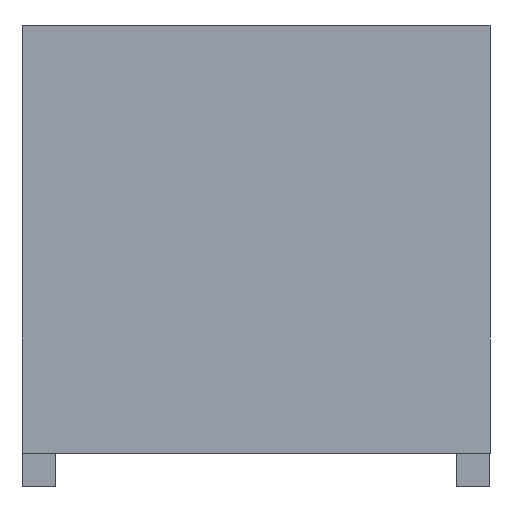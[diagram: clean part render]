
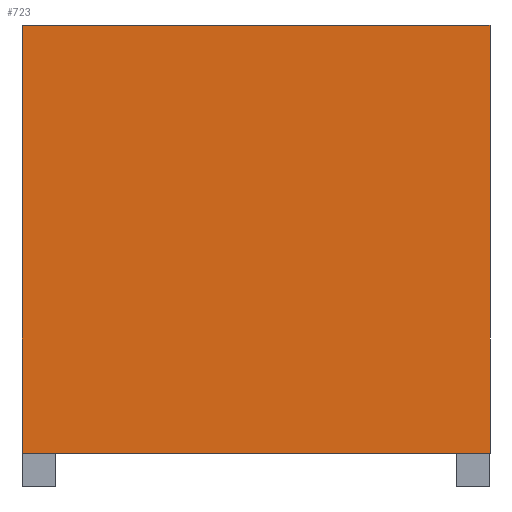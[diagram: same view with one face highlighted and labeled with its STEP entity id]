
A CAD part, front view. The second image highlights one B-rep face of the part: STEP entity #723.
In plain terms, the highlighted planar face has unit normal (0, -1, 0).
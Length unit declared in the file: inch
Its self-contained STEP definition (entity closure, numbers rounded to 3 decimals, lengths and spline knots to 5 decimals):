
#6 = EDGE_CURVE ( 'NONE', #535, #587, #262, .T. ) ;
#39 = ORIENTED_EDGE ( 'NONE', *, *, #686, .F. ) ;
#43 = CARTESIAN_POINT ( 'NONE',  ( -0.17498, -0.09248, 0. ) ) ;
#74 = VECTOR ( 'NONE', #391, 39.37008 ) ;
#87 = VECTOR ( 'NONE', #449, 39.37008 ) ;
#94 = DIRECTION ( 'NONE',  ( 0., -1., 0. ) ) ;
#142 = CARTESIAN_POINT ( 'NONE',  ( 0.17498, -0.09248, 0. ) ) ;
#153 = EDGE_LOOP ( 'NONE', ( #382, #196, #39, #621 ) ) ;
#164 = LINE ( 'NONE', #43, #592 ) ;
#170 = LINE ( 'NONE', #228, #241 ) ;
#196 = ORIENTED_EDGE ( 'NONE', *, *, #735, .T. ) ;
#197 = CARTESIAN_POINT ( 'NONE',  ( 0.17498, -0.09248, 0.32 ) ) ;
#210 = CARTESIAN_POINT ( 'NONE',  ( -0.17498, -0.09248, 0. ) ) ;
#228 = CARTESIAN_POINT ( 'NONE',  ( -0.17498, -0.09248, 0.32 ) ) ;
#241 = VECTOR ( 'NONE', #660, 39.37008 ) ;
#262 = LINE ( 'NONE', #210, #87 ) ;
#286 = CARTESIAN_POINT ( 'NONE',  ( 0.17498, -0.09248, 0. ) ) ;
#307 = AXIS2_PLACEMENT_3D ( 'NONE', #286, #94, #771 ) ;
#311 = CARTESIAN_POINT ( 'NONE',  ( 0.17498, -0.09248, 0. ) ) ;
#314 = EDGE_CURVE ( 'NONE', #587, #334, #170, .T. ) ;
#327 = PLANE ( 'NONE',  #307 ) ;
#334 = VERTEX_POINT ( 'NONE', #197 ) ;
#344 = VERTEX_POINT ( 'NONE', #311 ) ;
#382 = ORIENTED_EDGE ( 'NONE', *, *, #6, .F. ) ;
#391 = DIRECTION ( 'NONE',  ( 0., 0., -1. ) ) ;
#449 = DIRECTION ( 'NONE',  ( 0., 0., 1. ) ) ;
#492 = CARTESIAN_POINT ( 'NONE',  ( -0.17498, -0.09248, 0.32 ) ) ;
#535 = VERTEX_POINT ( 'NONE', #664 ) ;
#587 = VERTEX_POINT ( 'NONE', #492 ) ;
#592 = VECTOR ( 'NONE', #778, 39.37008 ) ;
#616 = FACE_OUTER_BOUND ( 'NONE', #153, .T. ) ;
#621 = ORIENTED_EDGE ( 'NONE', *, *, #314, .F. ) ;
#660 = DIRECTION ( 'NONE',  ( 1., 0., 0. ) ) ;
#664 = CARTESIAN_POINT ( 'NONE',  ( -0.17498, -0.09248, 0. ) ) ;
#684 = LINE ( 'NONE', #142, #74 ) ;
#686 = EDGE_CURVE ( 'NONE', #334, #344, #684, .T. ) ;
#723 = ADVANCED_FACE ( 'NONE', ( #616 ), #327, .T. ) ;
#735 = EDGE_CURVE ( 'NONE', #535, #344, #164, .T. ) ;
#771 = DIRECTION ( 'NONE',  ( 0., 0., -1. ) ) ;
#778 = DIRECTION ( 'NONE',  ( 1., 0., 0. ) ) ;
